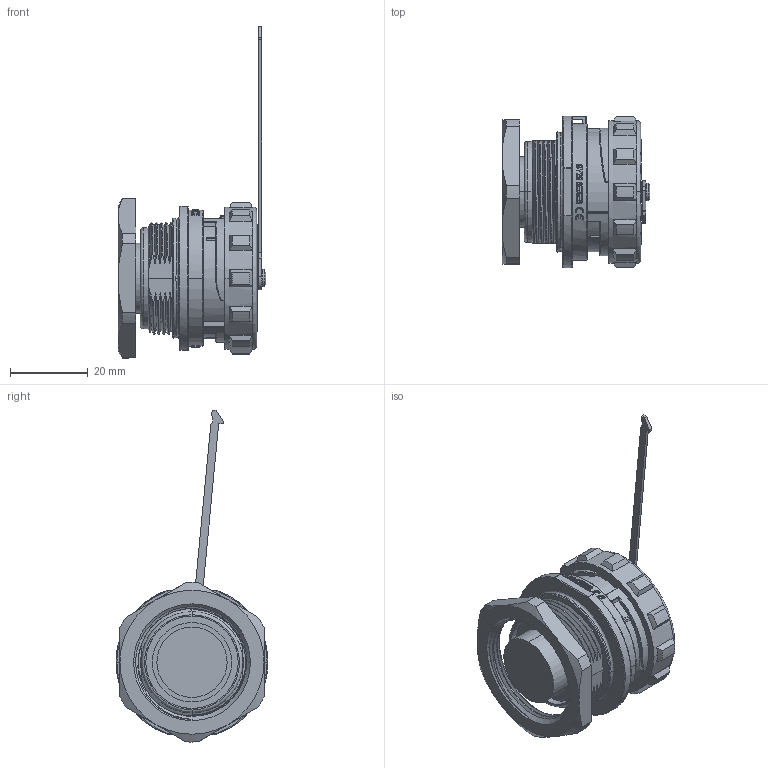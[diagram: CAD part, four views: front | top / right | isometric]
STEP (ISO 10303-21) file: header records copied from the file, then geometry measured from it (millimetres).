
FILE_DESCRIPTION((''),'2;1');
FILE_NAME('PRT0002','2024-05-14T',('Administrator'),(''),'CREO PARAMETRIC BY PTC INC, 2016130','CREO PARAMETRIC BY PTC INC, 2016130','');
FILE_SCHEMA(('AUTOMOTIVE_DESIGN { 1 0 10303 214 1 1 1 1 }'));
Length unit declared in the file: millimetre
Products named in the file (1): PRT0002
Bounding box: 38.02 x 39 x 85.29 mm (x, y, z)
Volume: 29551.8 mm3; surface area: 9554.8 mm2
Topology: 2 solids, 2 shells, 588 faces, 1620 edges, 1061 vertices
Faces by surface type: plane 194, extrusion 152, cylinder 124, cone 42, bspline 40, torus 24, sphere 12
Entity records: 24838 total; most frequent: CARTESIAN_POINT 10736, ORIENTED_EDGE 3216, DIRECTION 2325, EDGE_CURVE 1608, VERTEX_POINT 1061, VECTOR 795, AXIS2_PLACEMENT_3D 765, B_SPLINE_CURVE_WITH_KNOTS 748
